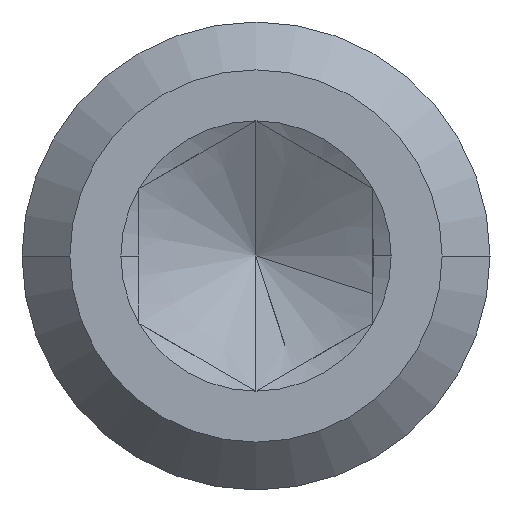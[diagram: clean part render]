
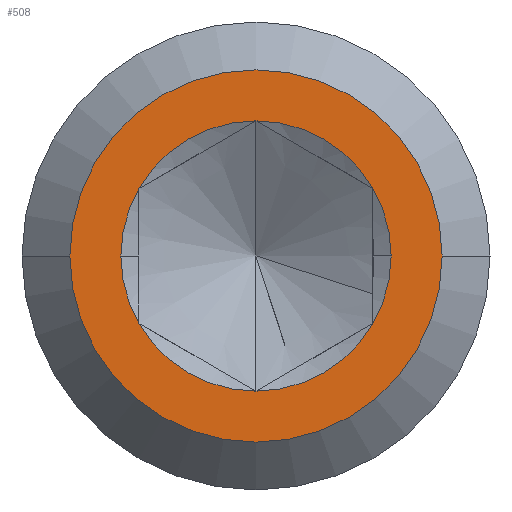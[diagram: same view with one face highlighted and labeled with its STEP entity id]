
A CAD part, left-side view. The second image highlights one B-rep face of the part: STEP entity #508.
In plain terms, the highlighted planar face has unit normal (-1, 0, 0).
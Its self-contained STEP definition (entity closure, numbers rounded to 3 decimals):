
#157=CARTESIAN_POINT('',(-0.,-1.5,0.866));
#158=VERTEX_POINT('',#157);
#167=CARTESIAN_POINT('',(-0.,-1.732,0.));
#168=VERTEX_POINT('',#167);
#175=CARTESIAN_POINT('',(-0.,0.,0.));
#176=DIRECTION('',(1.,-0.,0.));
#177=DIRECTION('',(-0.,-1.,0.));
#178=AXIS2_PLACEMENT_3D('',#175,#176,#177);
#179=CIRCLE('',#178,1.732);
#180=EDGE_CURVE('',#158,#168,#179,.T.);
#190=CARTESIAN_POINT('',(0.,2.387,-0.));
#191=VERTEX_POINT('',#190);
#192=CARTESIAN_POINT('',(-0.,-2.387,0.));
#193=VERTEX_POINT('',#192);
#194=CARTESIAN_POINT('',(-0.,0.,0.));
#195=DIRECTION('',(1.,-0.,0.));
#196=DIRECTION('',(0.,1.,0.));
#197=AXIS2_PLACEMENT_3D('',#194,#195,#196);
#198=CIRCLE('',#197,2.387);
#199=EDGE_CURVE('',#191,#193,#198,.T.);
#279=CARTESIAN_POINT('',(-0.,0.,0.));
#280=DIRECTION('',(1.,-0.,0.));
#281=DIRECTION('',(0.,1.,0.));
#282=AXIS2_PLACEMENT_3D('',#279,#280,#281);
#283=CIRCLE('',#282,2.387);
#284=EDGE_CURVE('',#193,#191,#283,.T.);
#297=CARTESIAN_POINT('',(-0.,-1.5,-0.866));
#298=VERTEX_POINT('',#297);
#305=CARTESIAN_POINT('',(-0.,0.,0.));
#306=DIRECTION('',(1.,-0.,0.));
#307=DIRECTION('',(-0.,-1.,0.));
#308=AXIS2_PLACEMENT_3D('',#305,#306,#307);
#309=CIRCLE('',#308,1.732);
#310=EDGE_CURVE('',#168,#298,#309,.T.);
#320=CARTESIAN_POINT('',(-0.,0.,-1.732));
#321=VERTEX_POINT('',#320);
#322=CARTESIAN_POINT('',(-0.,0.,0.));
#323=DIRECTION('',(1.,-0.,0.));
#324=DIRECTION('',(-0.,-1.,0.));
#325=AXIS2_PLACEMENT_3D('',#322,#323,#324);
#326=CIRCLE('',#325,1.732);
#327=EDGE_CURVE('',#298,#321,#326,.T.);
#441=CARTESIAN_POINT('',(0.,1.5,-0.866));
#442=VERTEX_POINT('',#441);
#443=CARTESIAN_POINT('',(-0.,0.,0.));
#444=DIRECTION('',(1.,-0.,0.));
#445=DIRECTION('',(-0.,-1.,0.));
#446=AXIS2_PLACEMENT_3D('',#443,#444,#445);
#447=CIRCLE('',#446,1.732);
#448=EDGE_CURVE('',#321,#442,#447,.T.);
#459=CARTESIAN_POINT('',(-0.,0.,0.));
#460=DIRECTION('',(1.,-0.,0.));
#461=DIRECTION('',(-0.,-1.,0.));
#462=AXIS2_PLACEMENT_3D('',#459,#460,#461);
#463=PLANE('',#462);
#464=CARTESIAN_POINT('',(0.,1.732,0.));
#465=VERTEX_POINT('',#464);
#466=CARTESIAN_POINT('',(-0.,0.,0.));
#467=DIRECTION('',(1.,-0.,-0.));
#468=DIRECTION('',(-0.,-1.,0.));
#469=AXIS2_PLACEMENT_3D('',#466,#467,#468);
#470=CIRCLE('',#469,1.732);
#471=EDGE_CURVE('',#442,#465,#470,.T.);
#472=ORIENTED_EDGE('',*,*,#471,.T.);
#473=CARTESIAN_POINT('',(0.,1.5,0.866));
#474=VERTEX_POINT('',#473);
#475=CARTESIAN_POINT('',(-0.,0.,0.));
#476=DIRECTION('',(1.,-0.,-0.));
#477=DIRECTION('',(-0.,-1.,0.));
#478=AXIS2_PLACEMENT_3D('',#475,#476,#477);
#479=CIRCLE('',#478,1.732);
#480=EDGE_CURVE('',#465,#474,#479,.T.);
#481=ORIENTED_EDGE('',*,*,#480,.T.);
#482=CARTESIAN_POINT('',(0.,-0.,1.732));
#483=VERTEX_POINT('',#482);
#484=CARTESIAN_POINT('',(-0.,0.,0.));
#485=DIRECTION('',(1.,-0.,-0.));
#486=DIRECTION('',(-0.,-1.,0.));
#487=AXIS2_PLACEMENT_3D('',#484,#485,#486);
#488=CIRCLE('',#487,1.732);
#489=EDGE_CURVE('',#474,#483,#488,.T.);
#490=ORIENTED_EDGE('',*,*,#489,.T.);
#491=CARTESIAN_POINT('',(-0.,0.,0.));
#492=DIRECTION('',(1.,-0.,-0.));
#493=DIRECTION('',(-0.,-1.,0.));
#494=AXIS2_PLACEMENT_3D('',#491,#492,#493);
#495=CIRCLE('',#494,1.732);
#496=EDGE_CURVE('',#483,#158,#495,.T.);
#497=ORIENTED_EDGE('',*,*,#496,.T.);
#498=ORIENTED_EDGE('',*,*,#180,.T.);
#499=ORIENTED_EDGE('',*,*,#310,.T.);
#500=ORIENTED_EDGE('',*,*,#327,.T.);
#501=ORIENTED_EDGE('',*,*,#448,.T.);
#502=EDGE_LOOP('',(#472,#481,#490,#497,#498,#499,#500,#501));
#503=FACE_BOUND('',#502,.T.);
#504=ORIENTED_EDGE('',*,*,#199,.F.);
#505=ORIENTED_EDGE('',*,*,#284,.F.);
#506=EDGE_LOOP('',(#504,#505));
#507=FACE_BOUND('',#506,.T.);
#508=ADVANCED_FACE('NONE',(#503,#507),#463,.F.);
